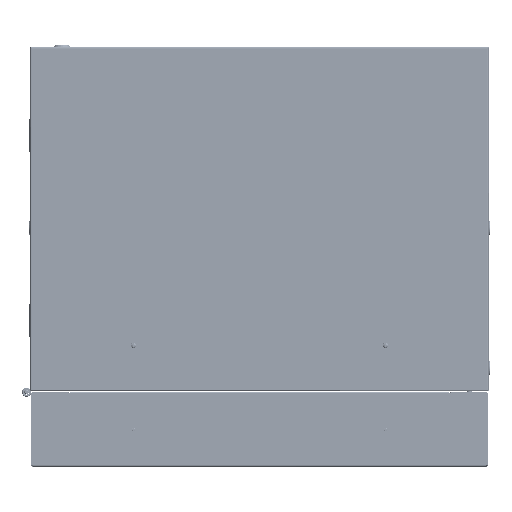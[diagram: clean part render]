
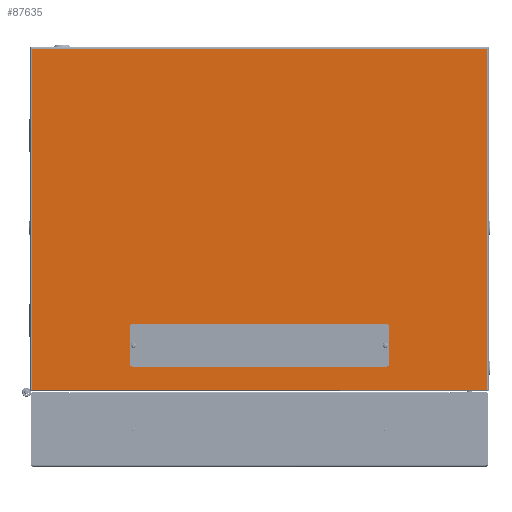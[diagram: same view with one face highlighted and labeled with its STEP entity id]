
A CAD part, front view. The second image highlights one B-rep face of the part: STEP entity #87635.
In plain terms, the highlighted face is planar.
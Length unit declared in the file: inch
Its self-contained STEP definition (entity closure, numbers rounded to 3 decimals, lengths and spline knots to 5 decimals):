
#803 = FACE_BOUND ( 'NONE', #84277, .T. ) ;
#1820 = VERTEX_POINT ( 'NONE', #2901 ) ;
#2248 = CIRCLE ( 'NONE', #75934, 0.19685 ) ;
#2652 = DIRECTION ( 'NONE',  ( 0., 0., -1. ) ) ;
#2901 = CARTESIAN_POINT ( 'NONE',  ( -6.10236, 7.28346, 3.46457 ) ) ;
#4666 = VERTEX_POINT ( 'NONE', #91385 ) ;
#5891 = DIRECTION ( 'NONE',  ( 0., 0., -1. ) ) ;
#7605 = DIRECTION ( 'NONE',  ( 0., -1., 0. ) ) ;
#11926 = DIRECTION ( 'NONE',  ( 0., 0., 1. ) ) ;
#12307 = PLANE ( 'NONE',  #135558 ) ;
#13461 = LINE ( 'NONE', #33657, #89508 ) ;
#13833 = EDGE_CURVE ( 'NONE', #141727, #75328, #37719, .T. ) ;
#15162 = ORIENTED_EDGE ( 'NONE', *, *, #54142, .T. ) ;
#15360 = DIRECTION ( 'NONE',  ( -1., 0., 0. ) ) ;
#15861 = VERTEX_POINT ( 'NONE', #137261 ) ;
#16234 = CIRCLE ( 'NONE', #76164, 0.19685 ) ;
#16853 = DIRECTION ( 'NONE',  ( 1., 0., 0. ) ) ;
#18288 = CARTESIAN_POINT ( 'NONE',  ( -11.74409, 7.28346, 0. ) ) ;
#21383 = DIRECTION ( 'NONE',  ( -1., 0., 0. ) ) ;
#21762 = DIRECTION ( 'NONE',  ( 0., -1., 0. ) ) ;
#22521 = VERTEX_POINT ( 'NONE', #98794 ) ;
#22544 = ORIENTED_EDGE ( 'NONE', *, *, #81184, .T. ) ;
#23306 = AXIS2_PLACEMENT_3D ( 'NONE', #28596, #118620, #117210 ) ;
#23508 = CARTESIAN_POINT ( 'NONE',  ( -11.74409, 7.28346, 0.06693 ) ) ;
#23841 = FACE_OUTER_BOUND ( 'NONE', #71884, .T. ) ;
#24888 = DIRECTION ( 'NONE',  ( 0., -1., 0. ) ) ;
#26067 = EDGE_CURVE ( 'NONE', #15861, #97019, #71652, .T. ) ;
#27128 = CIRCLE ( 'NONE', #45471, 0.19685 ) ;
#28596 = CARTESIAN_POINT ( 'NONE',  ( 6.10236, 7.28346, 3.26772 ) ) ;
#30473 = DIRECTION ( 'NONE',  ( 0., 0., 1. ) ) ;
#33657 = CARTESIAN_POINT ( 'NONE',  ( 11.74409, 7.28346, 0. ) ) ;
#35021 = VECTOR ( 'NONE', #5891, 39.37008 ) ;
#36900 = VERTEX_POINT ( 'NONE', #93374 ) ;
#37086 = CARTESIAN_POINT ( 'NONE',  ( -6.29921, 7.28346, 3.26772 ) ) ;
#37719 = LINE ( 'NONE', #81723, #70190 ) ;
#38763 = CIRCLE ( 'NONE', #73353, 0.06299 ) ;
#41085 = CARTESIAN_POINT ( 'NONE',  ( -6.49606, 7.28346, 2.29921 ) ) ;
#42324 = CARTESIAN_POINT ( 'NONE',  ( -11.76378, 7.28346, 3.46457 ) ) ;
#43646 = VERTEX_POINT ( 'NONE', #56869 ) ;
#44522 = AXIS2_PLACEMENT_3D ( 'NONE', #74443, #21762, #142149 ) ;
#44873 = EDGE_CURVE ( 'NONE', #121923, #22521, #67178, .T. ) ;
#45471 = AXIS2_PLACEMENT_3D ( 'NONE', #117687, #130622, #30473 ) ;
#46186 = VECTOR ( 'NONE', #117721, 39.37008 ) ;
#46673 = LINE ( 'NONE', #102168, #93090 ) ;
#49484 = CARTESIAN_POINT ( 'NONE',  ( 6.29921, 7.28346, 3.26772 ) ) ;
#51413 = CARTESIAN_POINT ( 'NONE',  ( -6.49606, 7.28346, 2.4252 ) ) ;
#54142 = EDGE_CURVE ( 'NONE', #4666, #141727, #13461, .T. ) ;
#54834 = VERTEX_POINT ( 'NONE', #41085 ) ;
#54905 = CARTESIAN_POINT ( 'NONE',  ( 6.49606, 7.28346, 2.3622 ) ) ;
#55582 = EDGE_CURVE ( 'NONE', #97019, #43646, #2248, .T. ) ;
#56869 = CARTESIAN_POINT ( 'NONE',  ( 6.29921, 7.28346, 1.45669 ) ) ;
#57048 = EDGE_CURVE ( 'NONE', #75328, #36900, #96835, .T. ) ;
#57293 = ORIENTED_EDGE ( 'NONE', *, *, #98671, .T. ) ;
#58735 = EDGE_CURVE ( 'NONE', #92406, #77966, #85489, .T. ) ;
#59347 = ORIENTED_EDGE ( 'NONE', *, *, #84414, .T. ) ;
#60278 = EDGE_CURVE ( 'NONE', #36900, #4666, #98459, .T. ) ;
#60621 = ORIENTED_EDGE ( 'NONE', *, *, #60278, .T. ) ;
#60701 = CIRCLE ( 'NONE', #44522, 0.06299 ) ;
#63648 = VERTEX_POINT ( 'NONE', #51413 ) ;
#63784 = CARTESIAN_POINT ( 'NONE',  ( 6.10236, 7.28346, 1.25984 ) ) ;
#64173 = ORIENTED_EDGE ( 'NONE', *, *, #120161, .T. ) ;
#65864 = DIRECTION ( 'NONE',  ( 0., -1., 0. ) ) ;
#67178 = CIRCLE ( 'NONE', #122380, 0.06299 ) ;
#69236 = FACE_BOUND ( 'NONE', #116870, .T. ) ;
#70190 = VECTOR ( 'NONE', #15360, 39.37008 ) ;
#71652 = LINE ( 'NONE', #115603, #72553 ) ;
#71884 = EDGE_LOOP ( 'NONE', ( #85446, #135799, #60621, #15162 ) ) ;
#72553 = VECTOR ( 'NONE', #16853, 39.37008 ) ;
#73353 = AXIS2_PLACEMENT_3D ( 'NONE', #90323, #65864, #110527 ) ;
#73359 = VERTEX_POINT ( 'NONE', #132641 ) ;
#74443 = CARTESIAN_POINT ( 'NONE',  ( 6.49606, 7.28346, 2.3622 ) ) ;
#75328 = VERTEX_POINT ( 'NONE', #23508 ) ;
#75934 = AXIS2_PLACEMENT_3D ( 'NONE', #85484, #7605, #121960 ) ;
#76164 = AXIS2_PLACEMENT_3D ( 'NONE', #78300, #24888, #11926 ) ;
#77966 = VERTEX_POINT ( 'NONE', #121700 ) ;
#78300 = CARTESIAN_POINT ( 'NONE',  ( -6.10236, 7.28346, 3.26772 ) ) ;
#79379 = DIRECTION ( 'NONE',  ( 0., 0., 1. ) ) ;
#81184 = EDGE_CURVE ( 'NONE', #73359, #15861, #27128, .T. ) ;
#81723 = CARTESIAN_POINT ( 'NONE',  ( -11.76378, 7.28346, 0.06693 ) ) ;
#83788 = LINE ( 'NONE', #139950, #35021 ) ;
#84277 = EDGE_LOOP ( 'NONE', ( #59347, #128866 ) ) ;
#84414 = EDGE_CURVE ( 'NONE', #63648, #54834, #38763, .T. ) ;
#85446 = ORIENTED_EDGE ( 'NONE', *, *, #13833, .T. ) ;
#85484 = CARTESIAN_POINT ( 'NONE',  ( 6.10236, 7.28346, 1.45669 ) ) ;
#85489 = CIRCLE ( 'NONE', #23306, 0.19685 ) ;
#87635 = ADVANCED_FACE ( 'NONE', ( #803, #69236, #134087, #23841 ), #12307, .T. ) ;
#88935 = EDGE_CURVE ( 'NONE', #54834, #63648, #98857, .T. ) ;
#88993 = CARTESIAN_POINT ( 'NONE',  ( 11.74409, 7.28346, 0.06693 ) ) ;
#89508 = VECTOR ( 'NONE', #2652, 39.37008 ) ;
#89923 = ORIENTED_EDGE ( 'NONE', *, *, #26067, .T. ) ;
#90010 = VECTOR ( 'NONE', #21383, 39.37008 ) ;
#90323 = CARTESIAN_POINT ( 'NONE',  ( -6.49606, 7.28346, 2.3622 ) ) ;
#91385 = CARTESIAN_POINT ( 'NONE',  ( 11.74409, 7.28346, 17.64961 ) ) ;
#92045 = DIRECTION ( 'NONE',  ( 0., 0., 1. ) ) ;
#92406 = VERTEX_POINT ( 'NONE', #49484 ) ;
#92938 = CARTESIAN_POINT ( 'NONE',  ( 6.49606, 7.28346, 2.4252 ) ) ;
#93090 = VECTOR ( 'NONE', #92045, 39.37008 ) ;
#93374 = CARTESIAN_POINT ( 'NONE',  ( -11.74409, 7.28346, 17.64961 ) ) ;
#94636 = EDGE_CURVE ( 'NONE', #118976, #73359, #83788, .T. ) ;
#96835 = LINE ( 'NONE', #18288, #46186 ) ;
#97019 = VERTEX_POINT ( 'NONE', #63784 ) ;
#98459 = LINE ( 'NONE', #139763, #99561 ) ;
#98671 = EDGE_CURVE ( 'NONE', #22521, #121923, #60701, .T. ) ;
#98794 = CARTESIAN_POINT ( 'NONE',  ( 6.49606, 7.28346, 2.29921 ) ) ;
#98857 = CIRCLE ( 'NONE', #117247, 0.06299 ) ;
#98862 = DIRECTION ( 'NONE',  ( 0., -1., 0. ) ) ;
#99561 = VECTOR ( 'NONE', #118120, 39.37008 ) ;
#100975 = CARTESIAN_POINT ( 'NONE',  ( -11.76378, 7.28346, 0. ) ) ;
#102168 = CARTESIAN_POINT ( 'NONE',  ( 6.29921, 7.28346, 0. ) ) ;
#110386 = DIRECTION ( 'NONE',  ( 0., 0., 1. ) ) ;
#110441 = DIRECTION ( 'NONE',  ( 0., 0., 1. ) ) ;
#110527 = DIRECTION ( 'NONE',  ( 0., 0., 1. ) ) ;
#111375 = ORIENTED_EDGE ( 'NONE', *, *, #58735, .T. ) ;
#115603 = CARTESIAN_POINT ( 'NONE',  ( -11.76378, 7.28346, 1.25984 ) ) ;
#116148 = ORIENTED_EDGE ( 'NONE', *, *, #44873, .T. ) ;
#116870 = EDGE_LOOP ( 'NONE', ( #22544, #89923, #121805, #139226, #111375, #119902, #64173, #141749 ) ) ;
#117210 = DIRECTION ( 'NONE',  ( 0., 0., 1. ) ) ;
#117247 = AXIS2_PLACEMENT_3D ( 'NONE', #142162, #119090, #110441 ) ;
#117687 = CARTESIAN_POINT ( 'NONE',  ( -6.10236, 7.28346, 1.45669 ) ) ;
#117721 = DIRECTION ( 'NONE',  ( 0., 0., 1. ) ) ;
#118120 = DIRECTION ( 'NONE',  ( 1., 0., 0. ) ) ;
#118620 = DIRECTION ( 'NONE',  ( 0., -1., 0. ) ) ;
#118976 = VERTEX_POINT ( 'NONE', #37086 ) ;
#119090 = DIRECTION ( 'NONE',  ( 0., -1., 0. ) ) ;
#119902 = ORIENTED_EDGE ( 'NONE', *, *, #131315, .T. ) ;
#120161 = EDGE_CURVE ( 'NONE', #1820, #118976, #16234, .T. ) ;
#121700 = CARTESIAN_POINT ( 'NONE',  ( 6.10236, 7.28346, 3.46457 ) ) ;
#121805 = ORIENTED_EDGE ( 'NONE', *, *, #55582, .T. ) ;
#121923 = VERTEX_POINT ( 'NONE', #92938 ) ;
#121960 = DIRECTION ( 'NONE',  ( 0., 0., 1. ) ) ;
#122380 = AXIS2_PLACEMENT_3D ( 'NONE', #54905, #98862, #110386 ) ;
#128093 = EDGE_CURVE ( 'NONE', #43646, #92406, #46673, .T. ) ;
#128866 = ORIENTED_EDGE ( 'NONE', *, *, #88935, .T. ) ;
#130622 = DIRECTION ( 'NONE',  ( 0., -1., 0. ) ) ;
#131213 = EDGE_LOOP ( 'NONE', ( #116148, #57293 ) ) ;
#131315 = EDGE_CURVE ( 'NONE', #77966, #1820, #132351, .T. ) ;
#132351 = LINE ( 'NONE', #42324, #90010 ) ;
#132641 = CARTESIAN_POINT ( 'NONE',  ( -6.29921, 7.28346, 1.45669 ) ) ;
#132653 = DIRECTION ( 'NONE',  ( 0., 1., 0. ) ) ;
#134087 = FACE_BOUND ( 'NONE', #131213, .T. ) ;
#135558 = AXIS2_PLACEMENT_3D ( 'NONE', #100975, #132653, #79379 ) ;
#135799 = ORIENTED_EDGE ( 'NONE', *, *, #57048, .T. ) ;
#137261 = CARTESIAN_POINT ( 'NONE',  ( -6.10236, 7.28346, 1.25984 ) ) ;
#139226 = ORIENTED_EDGE ( 'NONE', *, *, #128093, .T. ) ;
#139763 = CARTESIAN_POINT ( 'NONE',  ( -11.76378, 7.28346, 17.64961 ) ) ;
#139950 = CARTESIAN_POINT ( 'NONE',  ( -6.29921, 7.28346, 0. ) ) ;
#141727 = VERTEX_POINT ( 'NONE', #88993 ) ;
#141749 = ORIENTED_EDGE ( 'NONE', *, *, #94636, .T. ) ;
#142149 = DIRECTION ( 'NONE',  ( 0., 0., 1. ) ) ;
#142162 = CARTESIAN_POINT ( 'NONE',  ( -6.49606, 7.28346, 2.3622 ) ) ;
